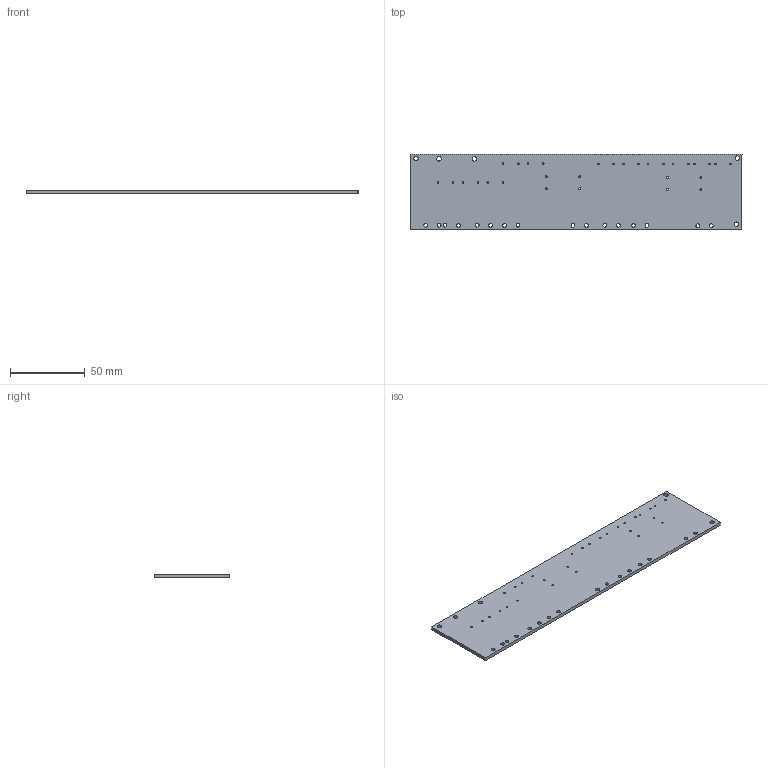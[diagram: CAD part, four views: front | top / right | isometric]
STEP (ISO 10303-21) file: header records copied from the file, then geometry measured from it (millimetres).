
FILE_DESCRIPTION(('KiCad electronic assembly'),'2;1');
FILE_NAME('hv-pcb-v1.step','2024-03-29T15:47:27',('Pcbnew'),('Kicad'), 'Open CASCADE STEP processor 7.7','KiCad to STEP converter','Unknown' );
FILE_SCHEMA(('AUTOMOTIVE_DESIGN { 1 0 10303 214 1 1 1 1 }'));
Length unit declared in the file: millimetre
Products named in the file (2): hv-pcb-v1 1; _autosave-hv-pcb-v1 PCB
Assembly tree (1 placements, depth 2):
  hv-pcb-v1 1
    _autosave-hv-pcb-v1 PCB
Bounding box: 222.62 x 50.8 x 2.38 mm (x, y, z)
Volume: 26566.3 mm3; surface area: 24295.4 mm2
Topology: 1 solids, 1 shells, 57 faces, 165 edges, 110 vertices
Faces by surface type: cylinder 51, plane 6
Full cylindrical faces by diameter (mm): 1.1 x22, 1.2 x8, 2.545 x16, 3 x5
Entity records: 4643 total; most frequent: CARTESIAN_POINT 1276, DIRECTION 613, ORIENTED_EDGE 330, PCURVE 330, DEFINITIONAL_REPRESENTATION 330, LINE 291, VECTOR 291, EDGE_CURVE 165
